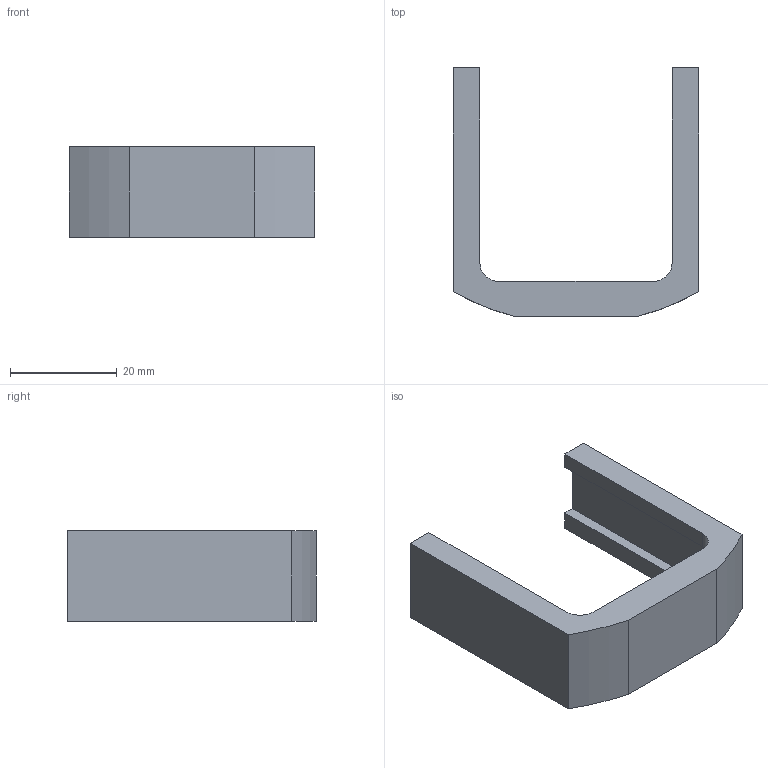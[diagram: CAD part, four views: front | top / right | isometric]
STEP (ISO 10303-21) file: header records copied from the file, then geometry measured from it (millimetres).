
FILE_DESCRIPTION(/* description */ (''),/* implementation_level */ '2;1');
FILE_NAME(/* name */ '8776bf47-46d3-42c7-a723-1b1d6bdc18f2.stp',/* time_stamp */ '2019-05-17T14:21:21+00:00',/* author */ (''),/* organization */ (''),/* preprocessor_version */ 'ST-DEVELOPER v18',/* originating_system */ 'Autodesk Translation Framework v8.2.0.1029',/* authorisation */ '');
FILE_SCHEMA (('AUTOMOTIVE_DESIGN { 1 0 10303 214 3 1 1 }'));
Length unit declared in the file: millimetre
Products named in the file (1): FanFitting
Bounding box: 46 x 46.5 x 17 mm (x, y, z)
Volume: 9468 mm3; surface area: 6009.7 mm2
Topology: 1 solids, 1 shells, 24 faces, 66 edges, 44 vertices
Faces by surface type: plane 18, cylinder 6
Entity records: 795 total; most frequent: CARTESIAN_POINT 135, ORIENTED_EDGE 132, DIRECTION 128, EDGE_CURVE 66, LINE 54, VECTOR 54, VERTEX_POINT 44, AXIS2_PLACEMENT_3D 37
